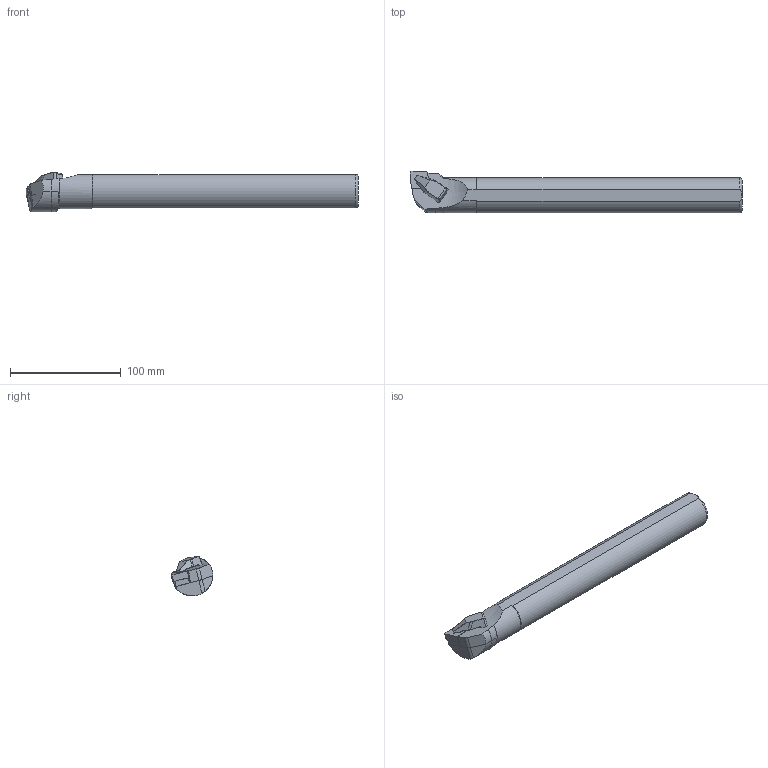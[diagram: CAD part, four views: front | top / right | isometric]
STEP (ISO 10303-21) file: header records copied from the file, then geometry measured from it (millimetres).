
FILE_DESCRIPTION(/* description */ (''),/* implementation_level */ '2;1');
FILE_NAME(/* name */ 'S32T-TCLNL-16.stp',/* time_stamp */ '2023-10-09T18:55:14+03:00',/* author */ (''),/* organization */ (''),/* preprocessor_version */ 'ST-DEVELOPER v19.4',/* originating_system */ 'SIEMENS PLM Software NX2306.3001',/* authorisation */ '');
FILE_SCHEMA (('AUTOMOTIVE_DESIGN { 1 0 10303 214 3 1 1 1 }'));
Length unit declared in the file: millimetre
Products named in the file (1): S32T-TCLNR-16
Bounding box: 299.92 x 37.94 x 35.91 mm (x, y, z)
Volume: 231785.6 mm3; surface area: 32986.3 mm2
Topology: 2 solids, 2 shells, 91 faces, 234 edges, 146 vertices
Faces by surface type: cylinder 40, plane 39, bspline 7, cone 3, torus 2
Full cylindrical faces by diameter (mm): 5.8 x1
Entity records: 3149 total; most frequent: CARTESIAN_POINT 888, ORIENTED_EDGE 454, DIRECTION 453, EDGE_CURVE 227, AXIS2_PLACEMENT_3D 171, VERTEX_POINT 144, LINE 111, VECTOR 111
